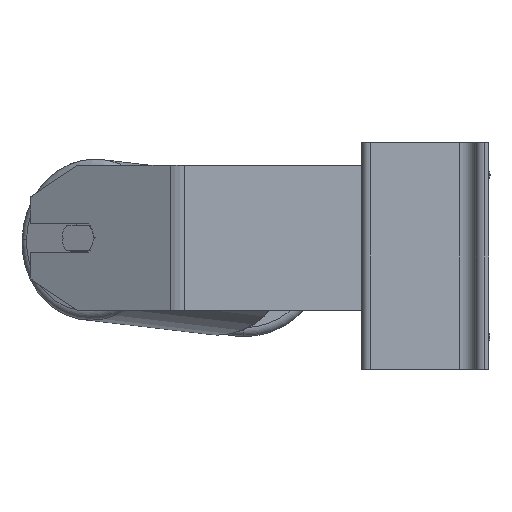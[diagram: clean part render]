
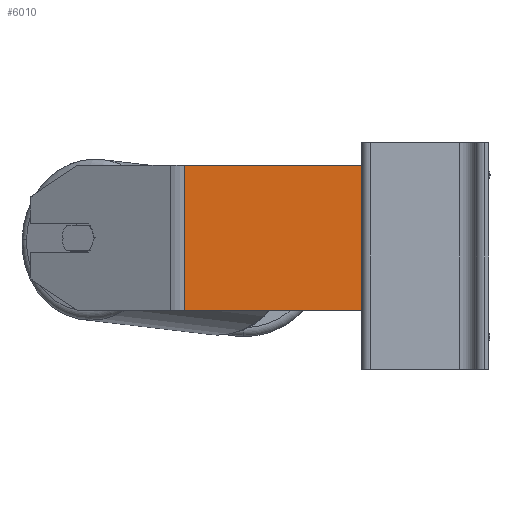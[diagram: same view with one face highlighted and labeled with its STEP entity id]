
A CAD part, left-side view. The second image highlights one B-rep face of the part: STEP entity #6010.
In plain terms, the highlighted planar face has unit normal (-1, 0, 0).
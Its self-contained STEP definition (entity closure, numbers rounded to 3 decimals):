
#342 = DIRECTION ( 'NONE',  ( 0., 0., -1. ) ) ;
#392 = VECTOR ( 'NONE', #342, 1000. ) ;
#666 = AXIS2_PLACEMENT_3D ( 'NONE', #1217, #7591, #9297 ) ;
#1199 = CARTESIAN_POINT ( 'NONE',  ( -288., 115.695, 50. ) ) ;
#1217 = CARTESIAN_POINT ( 'NONE',  ( -288., 119.982, 50. ) ) ;
#1604 = DIRECTION ( 'NONE',  ( 0., 0., -1. ) ) ;
#1881 = CARTESIAN_POINT ( 'NONE',  ( -288., 115.695, -30. ) ) ;
#2447 = CARTESIAN_POINT ( 'NONE',  ( -288., 18., 50. ) ) ;
#2998 = VERTEX_POINT ( 'NONE', #1881 ) ;
#3053 = VECTOR ( 'NONE', #10490, 1000. ) ;
#3396 = CARTESIAN_POINT ( 'NONE',  ( -288., 119.982, -30. ) ) ;
#3515 = VERTEX_POINT ( 'NONE', #9894 ) ;
#3668 = EDGE_CURVE ( 'NONE', #2998, #3515, #9028, .T. ) ;
#3674 = VECTOR ( 'NONE', #10359, 1000. ) ;
#3840 = VERTEX_POINT ( 'NONE', #7578 ) ;
#4610 = VECTOR ( 'NONE', #1604, 1000. ) ;
#4671 = ORIENTED_EDGE ( 'NONE', *, *, #9186, .T. ) ;
#5612 = LINE ( 'NONE', #8158, #3053 ) ;
#5637 = LINE ( 'NONE', #8880, #4610 ) ;
#5963 = VERTEX_POINT ( 'NONE', #2447 ) ;
#6010 = ADVANCED_FACE ( 'NONE', ( #7695 ), #6845, .F. ) ;
#6244 = ORIENTED_EDGE ( 'NONE', *, *, #6771, .F. ) ;
#6266 = EDGE_LOOP ( 'NONE', ( #7570, #9422, #6244, #4671 ) ) ;
#6771 = EDGE_CURVE ( 'NONE', #3840, #5963, #5612, .T. ) ;
#6845 = PLANE ( 'NONE',  #666 ) ;
#7570 = ORIENTED_EDGE ( 'NONE', *, *, #3668, .T. ) ;
#7578 = CARTESIAN_POINT ( 'NONE',  ( -288., 115.695, 50. ) ) ;
#7591 = DIRECTION ( 'NONE',  ( 1., 0., 0. ) ) ;
#7695 = FACE_OUTER_BOUND ( 'NONE', #6266, .T. ) ;
#8158 = CARTESIAN_POINT ( 'NONE',  ( -288., 119.982, 50. ) ) ;
#8478 = LINE ( 'NONE', #1199, #392 ) ;
#8685 = EDGE_CURVE ( 'NONE', #5963, #3515, #5637, .T. ) ;
#8880 = CARTESIAN_POINT ( 'NONE',  ( -288., 18., 50. ) ) ;
#9028 = LINE ( 'NONE', #3396, #3674 ) ;
#9186 = EDGE_CURVE ( 'NONE', #3840, #2998, #8478, .T. ) ;
#9297 = DIRECTION ( 'NONE',  ( 0., 1., 0. ) ) ;
#9422 = ORIENTED_EDGE ( 'NONE', *, *, #8685, .F. ) ;
#9894 = CARTESIAN_POINT ( 'NONE',  ( -288., 18., -30. ) ) ;
#10359 = DIRECTION ( 'NONE',  ( 0., -1., 0. ) ) ;
#10490 = DIRECTION ( 'NONE',  ( 0., -1., 0. ) ) ;
